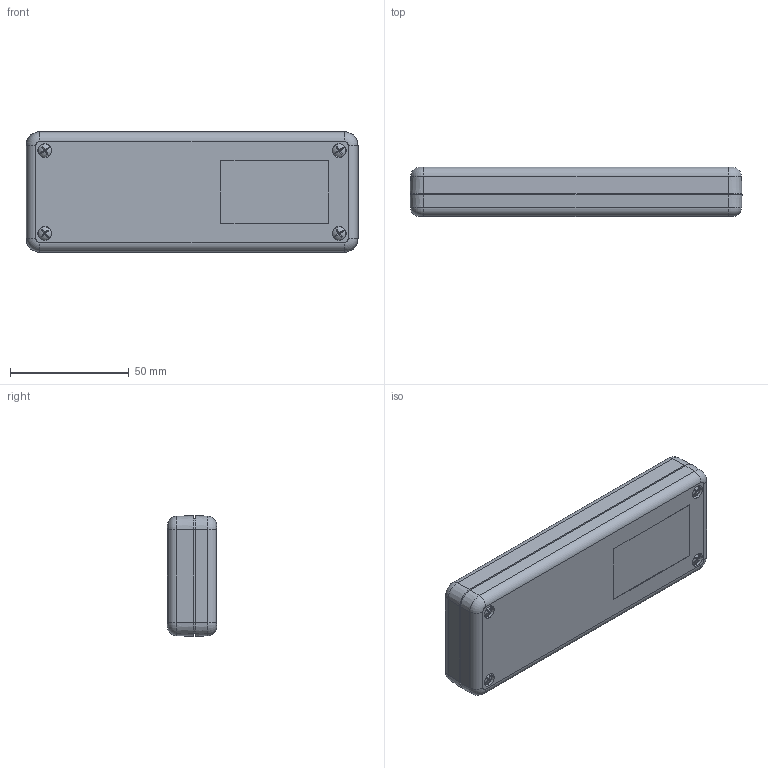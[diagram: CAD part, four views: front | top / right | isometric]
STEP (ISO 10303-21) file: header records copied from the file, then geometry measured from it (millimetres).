
FILE_DESCRIPTION (( 'STEP AP214' ), '1' );
FILE_NAME ('KT-70XXT0 ASS''Y.STEP', '2010-07-09T18:54:55', ( 'steve began' ), ( 'polycase' ), 'SwSTEP 2.0', 'SolidWorks 2010', '' );
FILE_SCHEMA (( 'AUTOMOTIVE_DESIGN' ));
Length unit declared in the file: inch
Products named in the file (4): KT-70XXT0 ASS''Y; SCREWS-HL5~8-BR; KT-70C_KT-70TC0; KT-70B_KT-70BXX
Assembly tree (6 placements, depth 2):
  KT-70XXT0 ASS''Y
    KT-70C_KT-70TC0
    SCREWS-HL5~8-BR  x4
    KT-70B_KT-70BXX
Bounding box: 139.8 x 20.73 x 50.8 mm (x, y, z)
Volume: 47625.8 mm3; surface area: 42470.4 mm2
Topology: 6 solids, 6 shells, 495 faces, 1320 edges, 856 vertices
Faces by surface type: cylinder 236, plane 123, cone 96, torus 16, bspline 16, sphere 8
Entity records: 8723 total; most frequent: CARTESIAN_POINT 2712, ORIENTED_EDGE 1242, DIRECTION 1239, EDGE_CURVE 621, AXIS2_PLACEMENT_3D 476, VERTEX_POINT 394, VECTOR 287, LINE 287
